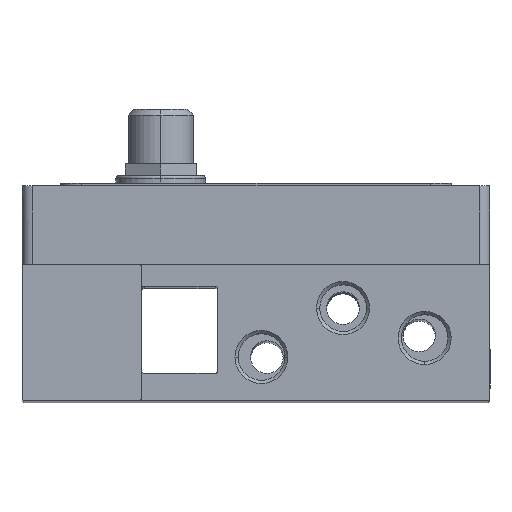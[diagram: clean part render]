
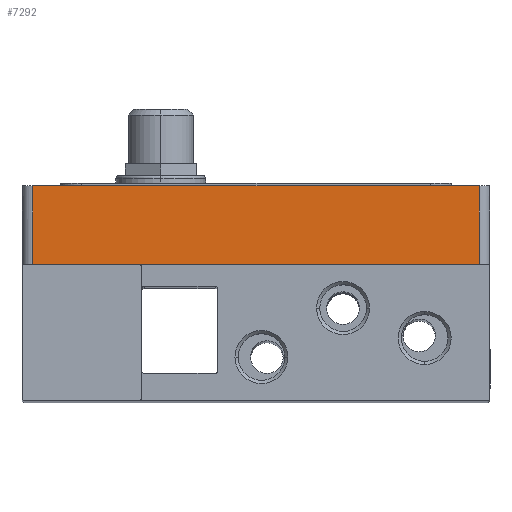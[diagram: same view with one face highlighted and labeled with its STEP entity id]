
A CAD part, top view. The second image highlights one B-rep face of the part: STEP entity #7292.
In plain terms, the highlighted planar face has unit normal (0, 0, 1).
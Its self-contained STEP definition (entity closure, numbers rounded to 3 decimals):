
#53 = CARTESIAN_POINT ( 'NONE',  ( 2., 25., 20.5 ) ) ;
#468 = FACE_OUTER_BOUND ( 'NONE', #13805, .T. ) ;
#597 = LINE ( 'NONE', #5391, #12713 ) ;
#1161 = VERTEX_POINT ( 'NONE', #10591 ) ;
#4013 = CARTESIAN_POINT ( 'NONE',  ( 2., 39.5, 20.5 ) ) ;
#4833 = VECTOR ( 'NONE', #6605, 1000. ) ;
#4956 = DIRECTION ( 'NONE',  ( -1., 0., 0. ) ) ;
#4988 = EDGE_CURVE ( 'NONE', #6655, #1161, #9757, .T. ) ;
#5205 = CARTESIAN_POINT ( 'NONE',  ( 85.5, 25., 20.5 ) ) ;
#5391 = CARTESIAN_POINT ( 'NONE',  ( 84., 39.5, 20.5 ) ) ;
#5741 = VERTEX_POINT ( 'NONE', #6403 ) ;
#5977 = AXIS2_PLACEMENT_3D ( 'NONE', #7607, #11173, #4956 ) ;
#6287 = PLANE ( 'NONE',  #5977 ) ;
#6403 = CARTESIAN_POINT ( 'NONE',  ( 84., 39.5, 20.5 ) ) ;
#6466 = VECTOR ( 'NONE', #7047, 1000. ) ;
#6572 = ORIENTED_EDGE ( 'NONE', *, *, #13166, .F. ) ;
#6605 = DIRECTION ( 'NONE',  ( 1., 0., 0. ) ) ;
#6655 = VERTEX_POINT ( 'NONE', #53 ) ;
#7047 = DIRECTION ( 'NONE',  ( 0., 1., 0. ) ) ;
#7292 = ADVANCED_FACE ( 'NONE', ( #468 ), #6287, .F. ) ;
#7607 = CARTESIAN_POINT ( 'NONE',  ( 2., 39.5, 20.5 ) ) ;
#9129 = CARTESIAN_POINT ( 'NONE',  ( 2., 39.5, 20.5 ) ) ;
#9485 = VECTOR ( 'NONE', #13856, 1000. ) ;
#9757 = LINE ( 'NONE', #5205, #4833 ) ;
#10591 = CARTESIAN_POINT ( 'NONE',  ( 84., 25., 20.5 ) ) ;
#10982 = VERTEX_POINT ( 'NONE', #4013 ) ;
#11173 = DIRECTION ( 'NONE',  ( 0., 0., -1. ) ) ;
#11246 = EDGE_CURVE ( 'NONE', #6655, #10982, #12813, .T. ) ;
#11305 = ORIENTED_EDGE ( 'NONE', *, *, #14931, .F. ) ;
#11808 = ORIENTED_EDGE ( 'NONE', *, *, #11246, .F. ) ;
#12713 = VECTOR ( 'NONE', #14990, 1000. ) ;
#12813 = LINE ( 'NONE', #15403, #6466 ) ;
#13166 = EDGE_CURVE ( 'NONE', #5741, #1161, #597, .T. ) ;
#13805 = EDGE_LOOP ( 'NONE', ( #6572, #11305, #11808, #15308 ) ) ;
#13856 = DIRECTION ( 'NONE',  ( 1., 0., 0. ) ) ;
#14931 = EDGE_CURVE ( 'NONE', #10982, #5741, #15120, .T. ) ;
#14990 = DIRECTION ( 'NONE',  ( 0., -1., 0. ) ) ;
#15120 = LINE ( 'NONE', #9129, #9485 ) ;
#15308 = ORIENTED_EDGE ( 'NONE', *, *, #4988, .T. ) ;
#15403 = CARTESIAN_POINT ( 'NONE',  ( 2., 39.5, 20.5 ) ) ;
